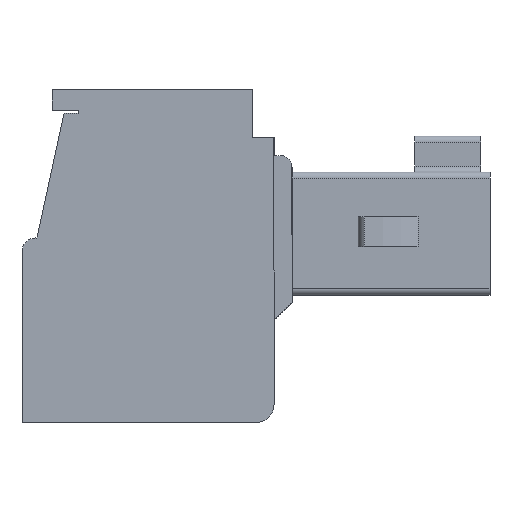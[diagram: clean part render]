
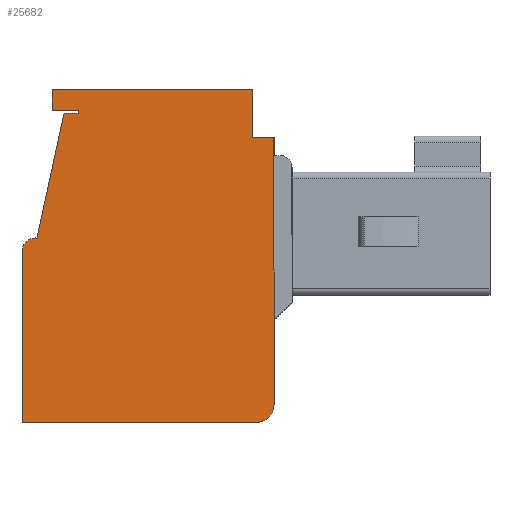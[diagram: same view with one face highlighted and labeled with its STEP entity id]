
A CAD part, left-side view. The second image highlights one B-rep face of the part: STEP entity #25682.
In plain terms, the highlighted planar face has unit normal (-1, 0, 0).
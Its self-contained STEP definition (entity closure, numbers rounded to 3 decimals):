
#296 = VERTEX_POINT ( 'NONE', #30159 ) ;
#1305 = EDGE_CURVE ( 'NONE', #7393, #17895, #16850, .T. ) ;
#1535 = VERTEX_POINT ( 'NONE', #23499 ) ;
#1853 = VECTOR ( 'NONE', #6491, 1000. ) ;
#1972 = LINE ( 'NONE', #15548, #28613 ) ;
#2328 = CARTESIAN_POINT ( 'NONE',  ( 0., 13.7, 10.4 ) ) ;
#2545 = LINE ( 'NONE', #20288, #31153 ) ;
#2766 = VERTEX_POINT ( 'NONE', #11550 ) ;
#3194 = LINE ( 'NONE', #28294, #21394 ) ;
#3328 = CARTESIAN_POINT ( 'NONE',  ( 0., 15.1, 6.15 ) ) ;
#3657 = EDGE_CURVE ( 'NONE', #12997, #17872, #21705, .T. ) ;
#3758 = DIRECTION ( 'NONE',  ( 0., 0., -1. ) ) ;
#3901 = EDGE_CURVE ( 'NONE', #2766, #22219, #5012, .T. ) ;
#4533 = ORIENTED_EDGE ( 'NONE', *, *, #11070, .T. ) ;
#4804 = CARTESIAN_POINT ( 'NONE',  ( 0., 15.6, 0. ) ) ;
#5012 = LINE ( 'NONE', #15123, #25170 ) ;
#5219 = VECTOR ( 'NONE', #27804, 1000. ) ;
#5658 = DIRECTION ( 'NONE',  ( 0., 1., 0. ) ) ;
#5922 = ORIENTED_EDGE ( 'NONE', *, *, #26944, .T. ) ;
#6033 = ORIENTED_EDGE ( 'NONE', *, *, #24257, .T. ) ;
#6049 = DIRECTION ( 'NONE',  ( 0., 0., 1. ) ) ;
#6491 = DIRECTION ( 'NONE',  ( 0., 0., 1. ) ) ;
#6640 = ORIENTED_EDGE ( 'NONE', *, *, #13276, .T. ) ;
#6718 = DIRECTION ( 'NONE',  ( -1., 0., 0. ) ) ;
#6732 = EDGE_LOOP ( 'NONE', ( #6033, #5922, #6807, #24512, #23975, #4533, #15300, #6640, #30837, #10860, #11205, #14110, #22567, #27028 ) ) ;
#6807 = ORIENTED_EDGE ( 'NONE', *, *, #32371, .T. ) ;
#7308 = DIRECTION ( 'NONE',  ( 0., 0., -1. ) ) ;
#7361 = VECTOR ( 'NONE', #15743, 1000. ) ;
#7393 = VERTEX_POINT ( 'NONE', #4804 ) ;
#7548 = LINE ( 'NONE', #17666, #5219 ) ;
#7666 = CARTESIAN_POINT ( 'NONE',  ( 0., 14.6, 11.1 ) ) ;
#7803 = DIRECTION ( 'NONE',  ( 0., -1., 0. ) ) ;
#8336 = CARTESIAN_POINT ( 'NONE',  ( 0., 7.92, 9.5 ) ) ;
#8986 = DIRECTION ( 'NONE',  ( 0., 0., -1. ) ) ;
#9183 = CARTESIAN_POINT ( 'NONE',  ( 0., 14.2, 10.3 ) ) ;
#9336 = CARTESIAN_POINT ( 'NONE',  ( 0., 14.6, 11.1 ) ) ;
#10694 = CARTESIAN_POINT ( 'NONE',  ( 0., 15.15, 6.15 ) ) ;
#10860 = ORIENTED_EDGE ( 'NONE', *, *, #31556, .T. ) ;
#11070 = EDGE_CURVE ( 'NONE', #26571, #2766, #28660, .T. ) ;
#11205 = ORIENTED_EDGE ( 'NONE', *, *, #28800, .T. ) ;
#11322 = EDGE_CURVE ( 'NONE', #21149, #26852, #3194, .T. ) ;
#11550 = CARTESIAN_POINT ( 'NONE',  ( 0., 14.6, 10.4 ) ) ;
#12139 = DIRECTION ( 'NONE',  ( 0., 0., -1. ) ) ;
#12296 = CARTESIAN_POINT ( 'NONE',  ( 0., 13.7, 10.4 ) ) ;
#12997 = VERTEX_POINT ( 'NONE', #14618 ) ;
#13205 = VERTEX_POINT ( 'NONE', #13570 ) ;
#13246 = LINE ( 'NONE', #10694, #23858 ) ;
#13276 = EDGE_CURVE ( 'NONE', #22219, #21149, #24015, .T. ) ;
#13530 = CARTESIAN_POINT ( 'NONE',  ( 0., 15.1, 6.15 ) ) ;
#13570 = CARTESIAN_POINT ( 'NONE',  ( 0., 15.15, 6.15 ) ) ;
#14030 = DIRECTION ( 'NONE',  ( 0., 1., 0. ) ) ;
#14110 = ORIENTED_EDGE ( 'NONE', *, *, #17542, .T. ) ;
#14618 = CARTESIAN_POINT ( 'NONE',  ( 0., 7.92, 9.5 ) ) ;
#15123 = CARTESIAN_POINT ( 'NONE',  ( 0., 14.6, 10.4 ) ) ;
#15300 = ORIENTED_EDGE ( 'NONE', *, *, #3901, .T. ) ;
#15548 = CARTESIAN_POINT ( 'NONE',  ( 0., 15.6, 11.1 ) ) ;
#15693 = DIRECTION ( 'NONE',  ( 0., -1., 0. ) ) ;
#15743 = DIRECTION ( 'NONE',  ( 0., 0.212, -0.977 ) ) ;
#16850 = LINE ( 'NONE', #26803, #17998 ) ;
#17008 = PLANE ( 'NONE',  #31765 ) ;
#17243 = VECTOR ( 'NONE', #8986, 1000. ) ;
#17542 = EDGE_CURVE ( 'NONE', #13205, #17895, #32214, .T. ) ;
#17606 = CARTESIAN_POINT ( 'NONE',  ( 0., 7.8, 0.6 ) ) ;
#17666 = CARTESIAN_POINT ( 'NONE',  ( 0., 7.2, 9.5 ) ) ;
#17687 = CIRCLE ( 'NONE', #25095, 0.6 ) ;
#17872 = VERTEX_POINT ( 'NONE', #30620 ) ;
#17895 = VERTEX_POINT ( 'NONE', #23225 ) ;
#17998 = VECTOR ( 'NONE', #32223, 1000. ) ;
#18243 = EDGE_CURVE ( 'NONE', #7393, #24834, #2545, .T. ) ;
#18323 = FACE_OUTER_BOUND ( 'NONE', #6732, .T. ) ;
#19141 = DIRECTION ( 'NONE',  ( 1., 0., 0. ) ) ;
#20288 = CARTESIAN_POINT ( 'NONE',  ( 0., 15.6, 0. ) ) ;
#20670 = EDGE_CURVE ( 'NONE', #26571, #17872, #1972, .T. ) ;
#21068 = DIRECTION ( 'NONE',  ( 0., 1., 0. ) ) ;
#21149 = VERTEX_POINT ( 'NONE', #32633 ) ;
#21394 = VECTOR ( 'NONE', #5658, 1000. ) ;
#21705 = LINE ( 'NONE', #26910, #1853 ) ;
#22219 = VERTEX_POINT ( 'NONE', #2328 ) ;
#22567 = ORIENTED_EDGE ( 'NONE', *, *, #1305, .F. ) ;
#23225 = CARTESIAN_POINT ( 'NONE',  ( 0., 15.6, 5.7 ) ) ;
#23499 = CARTESIAN_POINT ( 'NONE',  ( 0., 7.2, 0.6 ) ) ;
#23858 = VECTOR ( 'NONE', #14030, 1000. ) ;
#23975 = ORIENTED_EDGE ( 'NONE', *, *, #20670, .F. ) ;
#24015 = LINE ( 'NONE', #12296, #32590 ) ;
#24257 = EDGE_CURVE ( 'NONE', #24834, #1535, #17687, .T. ) ;
#24512 = ORIENTED_EDGE ( 'NONE', *, *, #3657, .T. ) ;
#24834 = VERTEX_POINT ( 'NONE', #26674 ) ;
#25095 = AXIS2_PLACEMENT_3D ( 'NONE', #17606, #30405, #12139 ) ;
#25170 = VECTOR ( 'NONE', #7803, 1000. ) ;
#25682 = ADVANCED_FACE ( 'NONE', ( #18323 ), #17008, .F. ) ;
#26042 = LINE ( 'NONE', #3328, #7361 ) ;
#26571 = VERTEX_POINT ( 'NONE', #7666 ) ;
#26674 = CARTESIAN_POINT ( 'NONE',  ( 0., 7.8, 0. ) ) ;
#26803 = CARTESIAN_POINT ( 'NONE',  ( 0., 15.6, 11.1 ) ) ;
#26852 = VERTEX_POINT ( 'NONE', #9183 ) ;
#26910 = CARTESIAN_POINT ( 'NONE',  ( 0., 7.92, 11.1 ) ) ;
#26944 = EDGE_CURVE ( 'NONE', #1535, #296, #7548, .T. ) ;
#27028 = ORIENTED_EDGE ( 'NONE', *, *, #18243, .T. ) ;
#27804 = DIRECTION ( 'NONE',  ( 0., 0., 1. ) ) ;
#27961 = DIRECTION ( 'NONE',  ( 0., -1., 0. ) ) ;
#28294 = CARTESIAN_POINT ( 'NONE',  ( 0., 13.7, 10.3 ) ) ;
#28613 = VECTOR ( 'NONE', #15693, 1000. ) ;
#28660 = LINE ( 'NONE', #9336, #17243 ) ;
#28800 = EDGE_CURVE ( 'NONE', #31358, #13205, #13246, .T. ) ;
#29668 = CARTESIAN_POINT ( 'NONE',  ( 0., 15.6, 11.1 ) ) ;
#30077 = AXIS2_PLACEMENT_3D ( 'NONE', #32020, #6718, #6049 ) ;
#30159 = CARTESIAN_POINT ( 'NONE',  ( 0., 7.2, 9.5 ) ) ;
#30405 = DIRECTION ( 'NONE',  ( -1., 0., 0. ) ) ;
#30620 = CARTESIAN_POINT ( 'NONE',  ( 0., 7.92, 11.1 ) ) ;
#30837 = ORIENTED_EDGE ( 'NONE', *, *, #11322, .T. ) ;
#31153 = VECTOR ( 'NONE', #27961, 1000. ) ;
#31323 = LINE ( 'NONE', #8336, #31824 ) ;
#31358 = VERTEX_POINT ( 'NONE', #13530 ) ;
#31556 = EDGE_CURVE ( 'NONE', #26852, #31358, #26042, .T. ) ;
#31765 = AXIS2_PLACEMENT_3D ( 'NONE', #29668, #19141, #3758 ) ;
#31824 = VECTOR ( 'NONE', #21068, 1000. ) ;
#32020 = CARTESIAN_POINT ( 'NONE',  ( 0., 15.15, 5.7 ) ) ;
#32214 = CIRCLE ( 'NONE', #30077, 0.45 ) ;
#32223 = DIRECTION ( 'NONE',  ( 0., 0., 1. ) ) ;
#32371 = EDGE_CURVE ( 'NONE', #296, #12997, #31323, .T. ) ;
#32590 = VECTOR ( 'NONE', #7308, 1000. ) ;
#32633 = CARTESIAN_POINT ( 'NONE',  ( 0., 13.7, 10.3 ) ) ;
